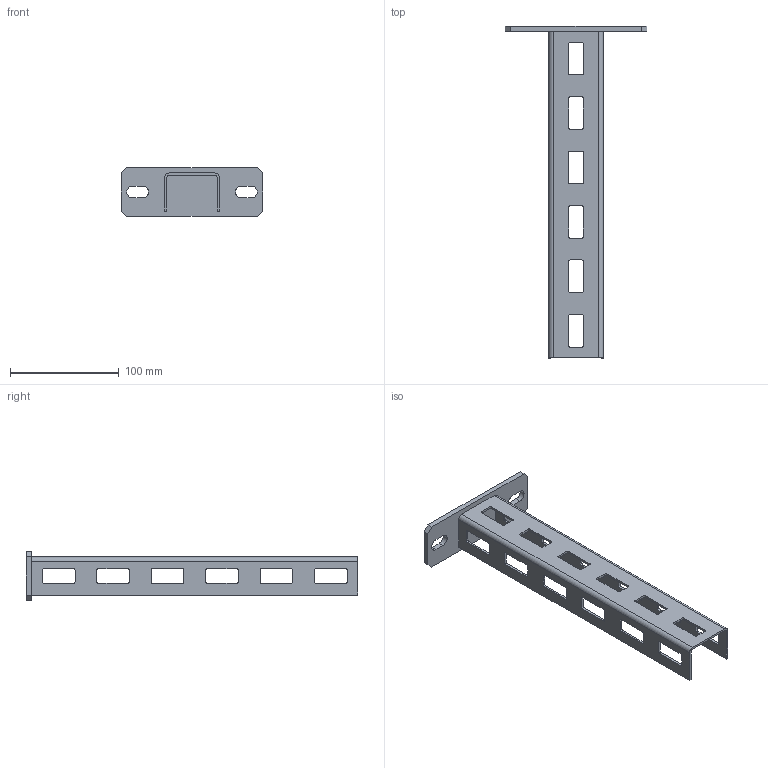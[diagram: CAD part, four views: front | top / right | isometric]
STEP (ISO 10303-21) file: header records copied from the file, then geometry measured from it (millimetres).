
FILE_DESCRIPTION((''),'2;1');
FILE_NAME('752003_ASM','2020-10-15T11:41:44',('tomas'),(''),'CREO PARAMETRIC BY PTC INC, 2019352','CREO PARAMETRIC BY PTC INC, 2019352','');
FILE_SCHEMA(('CONFIG_CONTROL_DESIGN'));
Length unit declared in the file: millimetre
Products named in the file (3): WPCB1_PRT; WPCB300_PRT; 752003_ASM
Assembly tree (2 placements, depth 2):
  752003_ASM
    WPCB1_PRT
    WPCB300_PRT
Bounding box: 130 x 305 x 45 mm (x, y, z)
Volume: 81105.4 mm3; surface area: 71774.5 mm2
Topology: 2 solids, 2 shells, 176 faces, 516 edges, 344 vertices
Faces by surface type: plane 96, cylinder 80
Entity records: 6048 total; most frequent: CARTESIAN_POINT 1041, DIRECTION 1038, ORIENTED_EDGE 1032, EDGE_CURVE 516, VECTOR 356, LINE 356, VERTEX_POINT 344, AXIS2_PLACEMENT_3D 341
